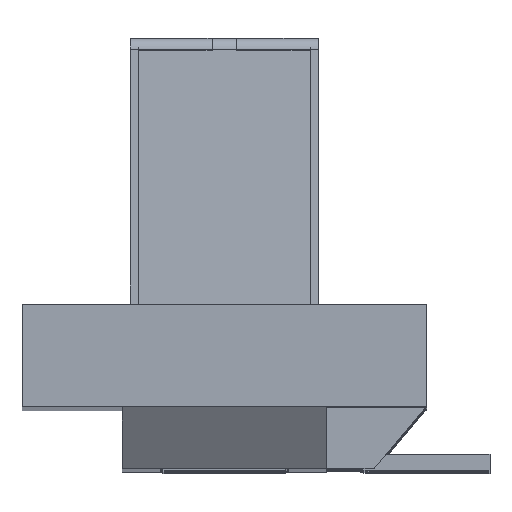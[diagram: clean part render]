
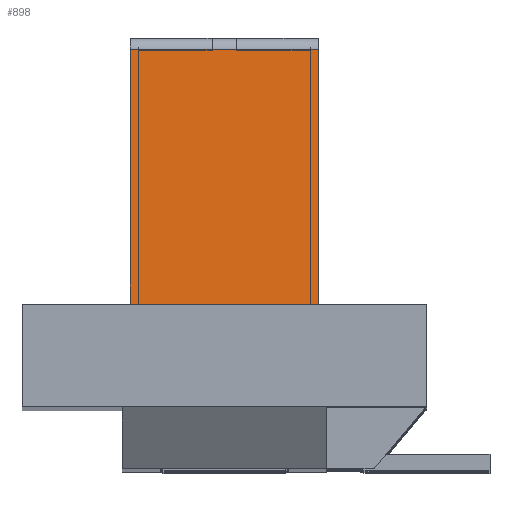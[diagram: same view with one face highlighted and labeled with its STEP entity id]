
A CAD part, top view. The second image highlights one B-rep face of the part: STEP entity #898.
In plain terms, the highlighted planar face has unit normal (0, 0.07, 0.998).
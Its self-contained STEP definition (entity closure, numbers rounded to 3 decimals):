
#537=FACE_OUTER_BOUND('',#1625,.T.);
#898=ADVANCED_FACE('',(#537),#1200,.T.);
#1200=PLANE('',#7833);
#1625=EDGE_LOOP('',(#3422,#3423,#3424,#3425));
#3422=ORIENTED_EDGE('',*,*,#5472,.F.);
#3423=ORIENTED_EDGE('',*,*,#5474,.T.);
#3424=ORIENTED_EDGE('',*,*,#5340,.T.);
#3425=ORIENTED_EDGE('',*,*,#5475,.T.);
#4416=VERTEX_POINT('',#11379);
#4417=VERTEX_POINT('',#11380);
#4502=VERTEX_POINT('',#11712);
#4503=VERTEX_POINT('',#11714);
#5340=EDGE_CURVE('',#4416,#4417,#6298,.T.);
#5472=EDGE_CURVE('',#4502,#4503,#6397,.T.);
#5474=EDGE_CURVE('',#4502,#4416,#6398,.T.);
#5475=EDGE_CURVE('',#4417,#4503,#6399,.T.);
#6298=LINE('',#11378,#7168);
#6397=LINE('',#11713,#7276);
#6398=LINE('',#11717,#7277);
#6399=LINE('',#11718,#7278);
#7168=VECTOR('',#9144,1.);
#7276=VECTOR('',#9382,1.);
#7277=VECTOR('',#9387,1.);
#7278=VECTOR('',#9388,1.);
#7833=AXIS2_PLACEMENT_3D('',#11719,#9389,#9390);
#9144=DIRECTION('',(1.,0.,0.));
#9382=DIRECTION('',(1.,0.,0.));
#9387=DIRECTION('',(0.,-0.998,0.07));
#9388=DIRECTION('',(0.,0.998,-0.07));
#9389=DIRECTION('',(0.,0.07,0.998));
#9390=DIRECTION('',(0.,-0.998,0.07));
#11378=CARTESIAN_POINT('',(-27.26,539.113,112.194));
#11379=CARTESIAN_POINT('',(-73.26,539.113,112.194));
#11380=CARTESIAN_POINT('',(-27.26,539.113,112.194));
#11712=CARTESIAN_POINT('',(-73.26,604.569,107.616));
#11713=CARTESIAN_POINT('',(-27.26,604.569,107.616));
#11714=CARTESIAN_POINT('',(-27.26,604.569,107.616));
#11717=CARTESIAN_POINT('',(-73.26,604.569,107.616));
#11718=CARTESIAN_POINT('',(-27.26,604.569,107.616));
#11719=CARTESIAN_POINT('',(-27.26,604.569,107.616));
